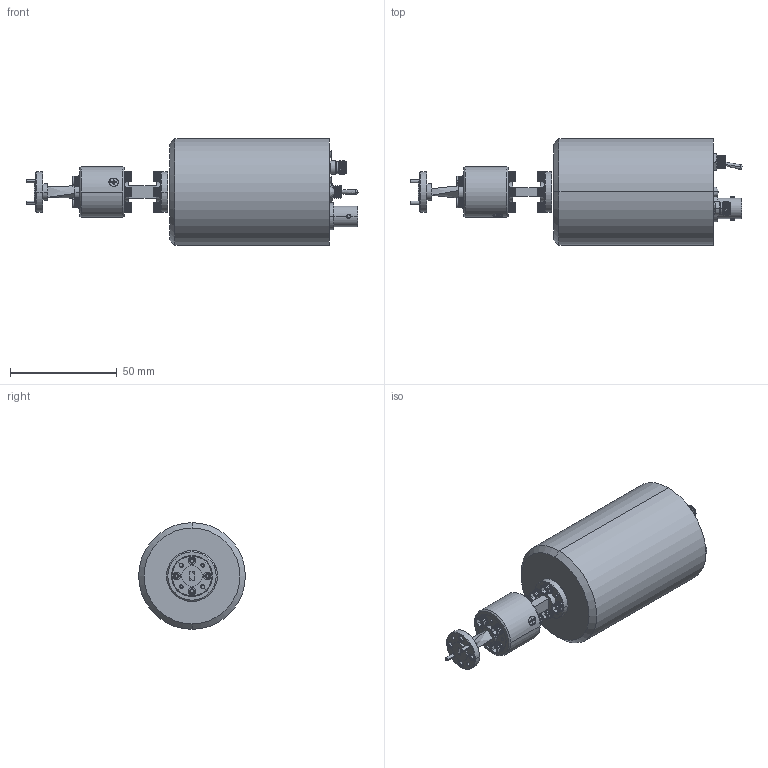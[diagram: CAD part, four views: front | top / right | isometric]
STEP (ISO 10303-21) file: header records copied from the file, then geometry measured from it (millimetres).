
FILE_DESCRIPTION (( 'STEP AP203' ), '1' );
FILE_NAME ('STZ-15-I2.STEP', '2017-08-22T18:41:36', ( '' ), ( '' ), 'SwSTEP 2.0', 'SolidWorks 2013', '' );
FILE_SCHEMA (( 'CONFIG_CONTROL_DESIGN' ));
Products named in the file (1): STZ-15-I2
Bounding box: 155.67 x 50 x 50 mm (x, y, z)
Surface area: 24468.7 mm2 (no closed solid volume)
Topology: 0 solids, 74 shells, 1425 faces, 4799 edges, 3447 vertices
Faces by surface type: plane 673, cylinder 581, cone 128, bspline 39, torus 4
Entity records: 60774 total; most frequent: CARTESIAN_POINT 22901, ORIENTED_EDGE 9123, DIRECTION 6233, EDGE_CURVE 4780, VERTEX_POINT 3447, AXIS2_PLACEMENT_3D 2639, B_SPLINE_CURVE_WITH_KNOTS 2472, EDGE_LOOP 1523
